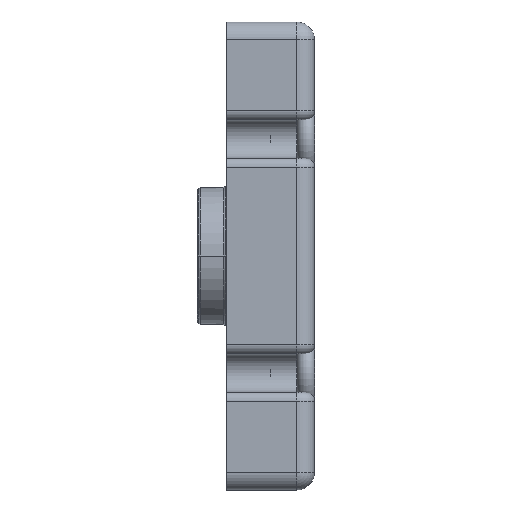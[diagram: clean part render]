
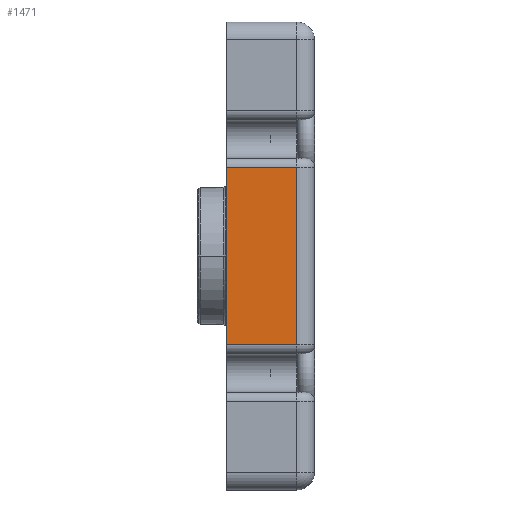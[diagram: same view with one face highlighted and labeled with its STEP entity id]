
A CAD part, left-side view. The second image highlights one B-rep face of the part: STEP entity #1471.
In plain terms, the highlighted planar face has unit normal (-1, 0, 0).
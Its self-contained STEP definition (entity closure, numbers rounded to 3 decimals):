
#124 = CARTESIAN_POINT ( 'NONE',  ( -40., 0., -15.2 ) ) ;
#376 = ORIENTED_EDGE ( 'NONE', *, *, #2620, .F. ) ;
#569 = LINE ( 'NONE', #703, #1643 ) ;
#594 = CARTESIAN_POINT ( 'NONE',  ( -40., -6., -15.2 ) ) ;
#644 = CARTESIAN_POINT ( 'NONE',  ( -40., 0., 15.2 ) ) ;
#676 = DIRECTION ( 'NONE',  ( 0., 0., -1. ) ) ;
#703 = CARTESIAN_POINT ( 'NONE',  ( -40., -6., 15.2 ) ) ;
#741 = CARTESIAN_POINT ( 'NONE',  ( -40., 0., -37. ) ) ;
#796 = ORIENTED_EDGE ( 'NONE', *, *, #3993, .T. ) ;
#849 = AXIS2_PLACEMENT_3D ( 'NONE', #741, #2130, #2510 ) ;
#976 = ORIENTED_EDGE ( 'NONE', *, *, #3077, .T. ) ;
#1004 = FACE_OUTER_BOUND ( 'NONE', #3200, .T. ) ;
#1137 = VERTEX_POINT ( 'NONE', #2759 ) ;
#1146 = EDGE_CURVE ( 'NONE', #2106, #1137, #4444, .T. ) ;
#1228 = LINE ( 'NONE', #594, #3691 ) ;
#1471 = ADVANCED_FACE ( 'NONE', ( #1004 ), #4238, .T. ) ;
#1641 = VERTEX_POINT ( 'NONE', #124 ) ;
#1643 = VECTOR ( 'NONE', #3182, 1000. ) ;
#1720 = DIRECTION ( 'NONE',  ( 0., 0., -1. ) ) ;
#2017 = CARTESIAN_POINT ( 'NONE',  ( -40., -12., 15.2 ) ) ;
#2050 = CARTESIAN_POINT ( 'NONE',  ( -40., -12., 0. ) ) ;
#2106 = VERTEX_POINT ( 'NONE', #2017 ) ;
#2130 = DIRECTION ( 'NONE',  ( -1., 0., 0. ) ) ;
#2510 = DIRECTION ( 'NONE',  ( 0., 0., -1. ) ) ;
#2520 = VECTOR ( 'NONE', #1720, 1000. ) ;
#2620 = EDGE_CURVE ( 'NONE', #1137, #1641, #1228, .T. ) ;
#2681 = LINE ( 'NONE', #2710, #4078 ) ;
#2710 = CARTESIAN_POINT ( 'NONE',  ( -40., 0., 37. ) ) ;
#2759 = CARTESIAN_POINT ( 'NONE',  ( -40., -12., -15.2 ) ) ;
#3077 = EDGE_CURVE ( 'NONE', #4527, #1641, #2681, .T. ) ;
#3182 = DIRECTION ( 'NONE',  ( 0., 1., 0. ) ) ;
#3200 = EDGE_LOOP ( 'NONE', ( #796, #976, #376, #3370 ) ) ;
#3370 = ORIENTED_EDGE ( 'NONE', *, *, #1146, .F. ) ;
#3691 = VECTOR ( 'NONE', #4439, 1000. ) ;
#3993 = EDGE_CURVE ( 'NONE', #2106, #4527, #569, .T. ) ;
#4078 = VECTOR ( 'NONE', #676, 1000. ) ;
#4238 = PLANE ( 'NONE',  #849 ) ;
#4439 = DIRECTION ( 'NONE',  ( 0., 1., 0. ) ) ;
#4444 = LINE ( 'NONE', #2050, #2520 ) ;
#4527 = VERTEX_POINT ( 'NONE', #644 ) ;
